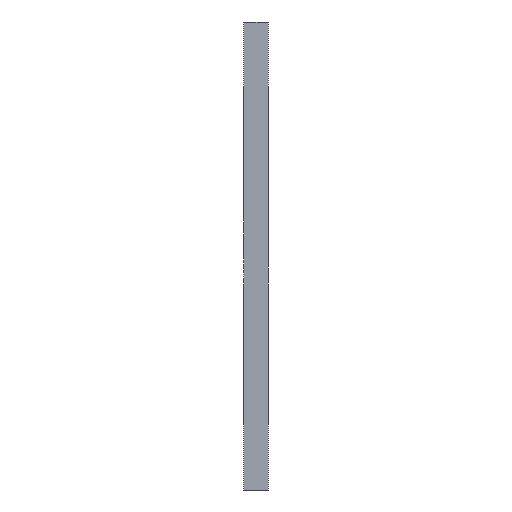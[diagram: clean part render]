
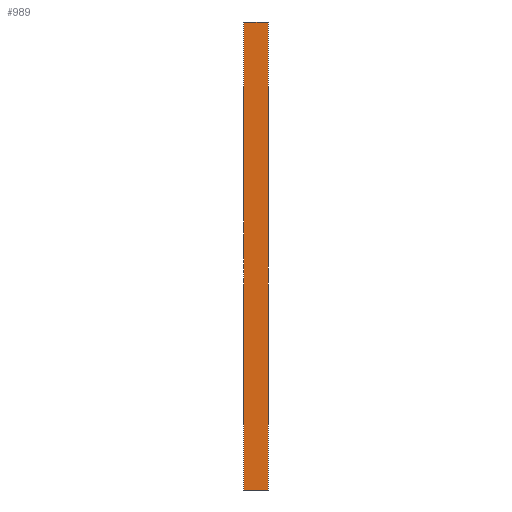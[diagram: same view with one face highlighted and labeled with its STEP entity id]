
A CAD part, left-side view. The second image highlights one B-rep face of the part: STEP entity #989.
In plain terms, the highlighted planar face has unit normal (-1, 0, 0).
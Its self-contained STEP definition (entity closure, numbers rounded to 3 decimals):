
#54 = EDGE_CURVE ( 'NONE', #1093, #1497, #893, .T. ) ;
#61 = VERTEX_POINT ( 'NONE', #1125 ) ;
#107 = DIRECTION ( 'NONE',  ( 1., 0., 0. ) ) ;
#155 = CARTESIAN_POINT ( 'NONE',  ( -75., 8., -75. ) ) ;
#181 = CARTESIAN_POINT ( 'NONE',  ( -75., 8., -75. ) ) ;
#265 = LINE ( 'NONE', #729, #1424 ) ;
#280 = ORIENTED_EDGE ( 'NONE', *, *, #1249, .T. ) ;
#359 = PLANE ( 'NONE',  #1322 ) ;
#485 = ORIENTED_EDGE ( 'NONE', *, *, #623, .F. ) ;
#527 = DIRECTION ( 'NONE',  ( 0., -1., 0. ) ) ;
#595 = DIRECTION ( 'NONE',  ( 0., 0., -1. ) ) ;
#623 = EDGE_CURVE ( 'NONE', #722, #61, #969, .T. ) ;
#647 = DIRECTION ( 'NONE',  ( 0., -1., 0. ) ) ;
#722 = VERTEX_POINT ( 'NONE', #1447 ) ;
#729 = CARTESIAN_POINT ( 'NONE',  ( -75., 8., 75. ) ) ;
#769 = CARTESIAN_POINT ( 'NONE',  ( -75., 0., 75. ) ) ;
#777 = VECTOR ( 'NONE', #647, 1000. ) ;
#801 = ORIENTED_EDGE ( 'NONE', *, *, #54, .T. ) ;
#806 = CARTESIAN_POINT ( 'NONE',  ( -75., 8., 75. ) ) ;
#839 = CARTESIAN_POINT ( 'NONE',  ( -75., 0., -75. ) ) ;
#888 = DIRECTION ( 'NONE',  ( 0., 0., 1. ) ) ;
#893 = LINE ( 'NONE', #181, #777 ) ;
#911 = VECTOR ( 'NONE', #888, 1000. ) ;
#969 = LINE ( 'NONE', #987, #1058 ) ;
#987 = CARTESIAN_POINT ( 'NONE',  ( -75., 8., 75. ) ) ;
#989 = ADVANCED_FACE ( 'NONE', ( #1173 ), #359, .F. ) ;
#1058 = VECTOR ( 'NONE', #527, 1000. ) ;
#1093 = VERTEX_POINT ( 'NONE', #155 ) ;
#1125 = CARTESIAN_POINT ( 'NONE',  ( -75., 0., 75. ) ) ;
#1173 = FACE_OUTER_BOUND ( 'NONE', #1205, .T. ) ;
#1198 = EDGE_CURVE ( 'NONE', #1093, #722, #265, .T. ) ;
#1205 = EDGE_LOOP ( 'NONE', ( #280, #485, #1434, #801 ) ) ;
#1212 = DIRECTION ( 'NONE',  ( 0., 0., 1. ) ) ;
#1249 = EDGE_CURVE ( 'NONE', #1497, #61, #1471, .T. ) ;
#1322 = AXIS2_PLACEMENT_3D ( 'NONE', #806, #107, #595 ) ;
#1424 = VECTOR ( 'NONE', #1212, 1000. ) ;
#1434 = ORIENTED_EDGE ( 'NONE', *, *, #1198, .F. ) ;
#1447 = CARTESIAN_POINT ( 'NONE',  ( -75., 8., 75. ) ) ;
#1471 = LINE ( 'NONE', #769, #911 ) ;
#1497 = VERTEX_POINT ( 'NONE', #839 ) ;
